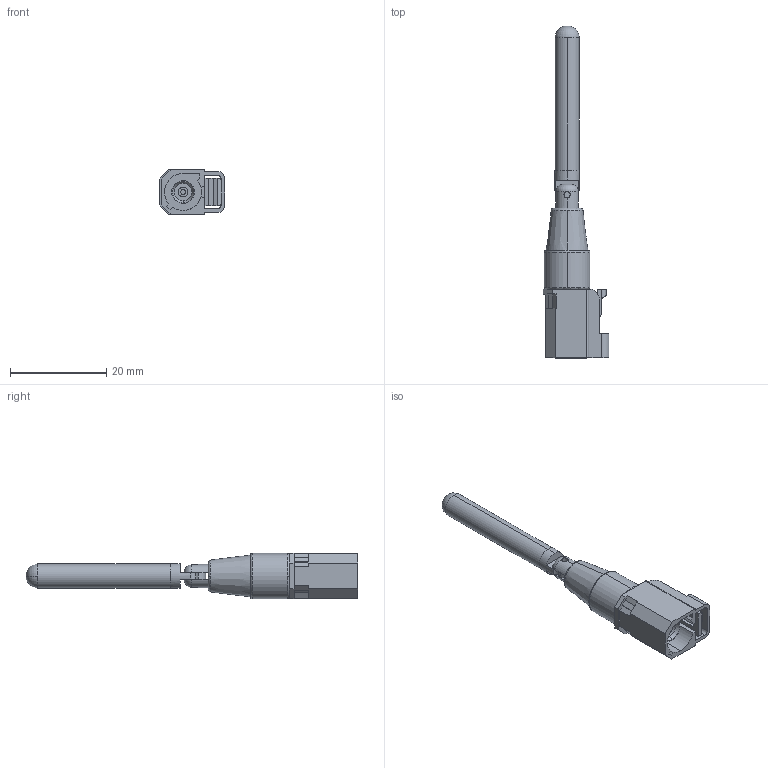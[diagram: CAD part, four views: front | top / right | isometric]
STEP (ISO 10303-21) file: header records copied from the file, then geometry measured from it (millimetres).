
FILE_DESCRIPTION (( 'STEP AP214' ), '1' );
FILE_NAME ('GW.05.0E23.STEP', '2020-06-02T03:15:59', ( '' ), ( '' ), 'SwSTEP 2.0', 'SolidWorks 2017', '' );
FILE_SCHEMA (( 'AUTOMOTIVE_DESIGN' ));
Length unit declared in the file: millimetre
Products named in the file (3): ANT_; GW.05.0E23; FAKRA_Code_I
Assembly tree (2 placements, depth 2):
  GW.05.0E23
    ANT_
    FAKRA_Code_I
Bounding box: 13.7 x 69.02 x 9.5 mm (x, y, z)
Volume: 2510.7 mm3; surface area: 3216 mm2
Topology: 2 solids, 2 shells, 147 faces, 411 edges, 271 vertices
Faces by surface type: plane 81, cylinder 46, bspline 8, cone 8, torus 4
Entity records: 5913 total; most frequent: CARTESIAN_POINT 1253, ORIENTED_EDGE 818, DIRECTION 790, EDGE_CURVE 409, VERTEX_POINT 271, AXIS2_PLACEMENT_3D 270, LINE 250, VECTOR 250
